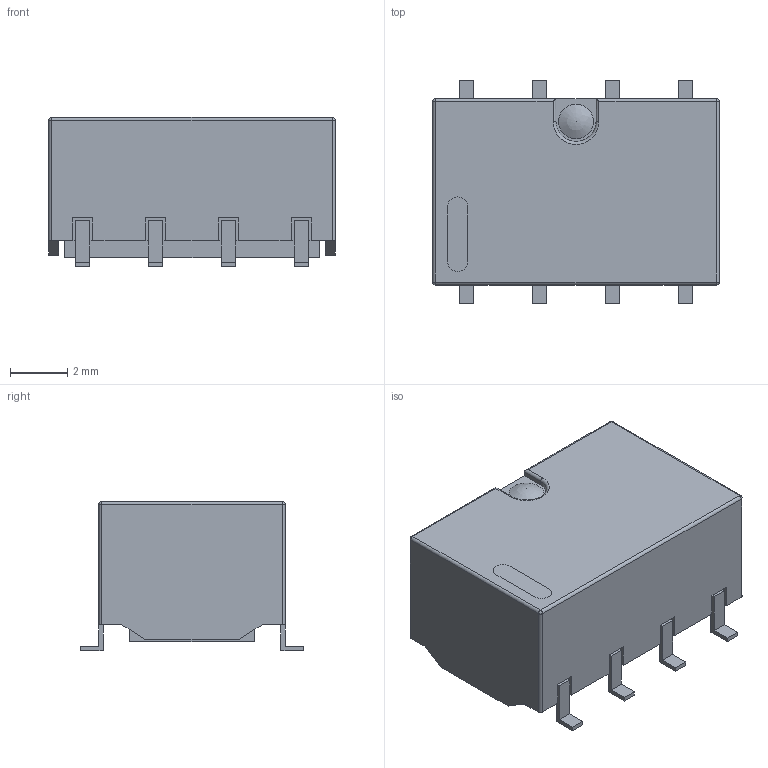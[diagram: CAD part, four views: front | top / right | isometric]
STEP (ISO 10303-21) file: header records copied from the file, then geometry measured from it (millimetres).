
FILE_DESCRIPTION(/* description */ (''),/* implementation_level */ '2;1');
FILE_NAME(/* name */ 'G6K_2F.step',/* time_stamp */ '2021-07-13T16:12:28+03:00',/* author */ (''),/* organization */ (''),/* preprocessor_version */ 'ST-DEVELOPER v18.1',/* originating_system */ 'Autodesk Translation Framework v10.9.0.1377',/* authorisation */ '');
FILE_SCHEMA (('AUTOMOTIVE_DESIGN { 1 0 10303 214 3 1 1 }'));
Length unit declared in the file: millimetre
Products named in the file (1): G6K_2F
Bounding box: 10 x 7.8 x 5.2 mm (x, y, z)
Volume: 304.4 mm3; surface area: 320.2 mm2
Topology: 2 solids, 2 shells, 147 faces, 391 edges, 250 vertices
Faces by surface type: plane 125, cylinder 16, sphere 4, torus 1, bspline 1
Entity records: 4590 total; most frequent: CARTESIAN_POINT 814, ORIENTED_EDGE 780, DIRECTION 717, EDGE_CURVE 390, LINE 357, VECTOR 357, VERTEX_POINT 250, AXIS2_PLACEMENT_3D 180
